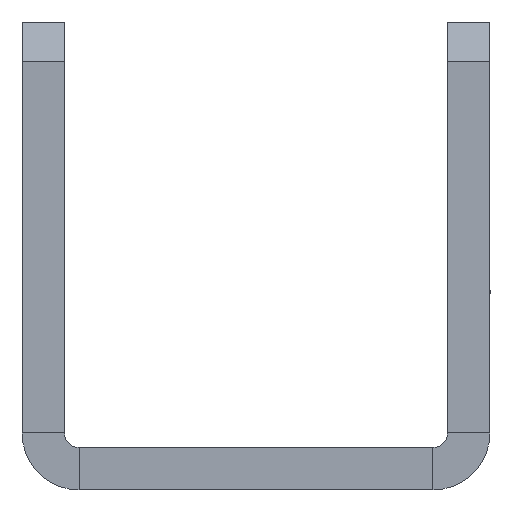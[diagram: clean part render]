
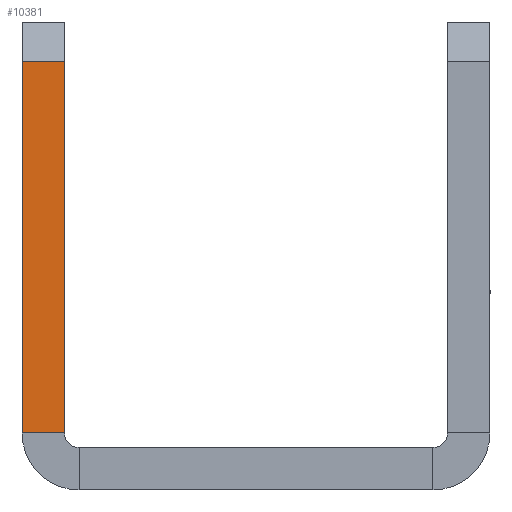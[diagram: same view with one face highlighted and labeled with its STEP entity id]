
A CAD part, left-side view. The second image highlights one B-rep face of the part: STEP entity #10381.
In plain terms, the highlighted planar face has unit normal (-1, 0, 0).
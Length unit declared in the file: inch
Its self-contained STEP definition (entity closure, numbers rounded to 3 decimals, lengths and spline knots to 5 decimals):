
#679 = EDGE_CURVE ( 'NONE', #7766, #3088, #11351, .T. ) ;
#723 = ORIENTED_EDGE ( 'NONE', *, *, #5566, .T. ) ;
#774 = EDGE_CURVE ( 'NONE', #3088, #4049, #12705, .T. ) ;
#1175 = VECTOR ( 'NONE', #5805, 39.37008 ) ;
#1203 = ORIENTED_EDGE ( 'NONE', *, *, #6816, .T. ) ;
#1327 = EDGE_LOOP ( 'NONE', ( #723, #1203, #7543, #9136 ) ) ;
#3088 = VERTEX_POINT ( 'NONE', #11491 ) ;
#3751 = DIRECTION ( 'NONE',  ( 0., 1., 0. ) ) ;
#3821 = CARTESIAN_POINT ( 'NONE',  ( -29.5, 0.5, 0.915 ) ) ;
#4049 = VERTEX_POINT ( 'NONE', #6529 ) ;
#4359 = VECTOR ( 'NONE', #3751, 39.37008 ) ;
#4578 = CARTESIAN_POINT ( 'NONE',  ( -29.5, 0.5, 1. ) ) ;
#5260 = FACE_OUTER_BOUND ( 'NONE', #1327, .T. ) ;
#5533 = CARTESIAN_POINT ( 'NONE',  ( -29.5, 0.41, 0.122 ) ) ;
#5566 = EDGE_CURVE ( 'NONE', #7766, #6832, #7359, .T. ) ;
#5655 = VECTOR ( 'NONE', #9182, 39.37008 ) ;
#5805 = DIRECTION ( 'NONE',  ( 0., 0., 1. ) ) ;
#6529 = CARTESIAN_POINT ( 'NONE',  ( -29.5, 0.5, 0.915 ) ) ;
#6816 = EDGE_CURVE ( 'NONE', #6832, #4049, #11316, .T. ) ;
#6832 = VERTEX_POINT ( 'NONE', #13463 ) ;
#7359 = LINE ( 'NONE', #7438, #9190 ) ;
#7438 = CARTESIAN_POINT ( 'NONE',  ( -29.5, 0.41, 1. ) ) ;
#7543 = ORIENTED_EDGE ( 'NONE', *, *, #774, .F. ) ;
#7766 = VERTEX_POINT ( 'NONE', #11266 ) ;
#8921 = DIRECTION ( 'NONE',  ( 1., 0., 0. ) ) ;
#8931 = CARTESIAN_POINT ( 'NONE',  ( -29.5, 0.5, 0. ) ) ;
#9136 = ORIENTED_EDGE ( 'NONE', *, *, #679, .F. ) ;
#9182 = DIRECTION ( 'NONE',  ( 0., 1., 0. ) ) ;
#9190 = VECTOR ( 'NONE', #13812, 39.37008 ) ;
#10111 = AXIS2_PLACEMENT_3D ( 'NONE', #4578, #8921, #12087 ) ;
#10381 = ADVANCED_FACE ( 'NONE', ( #5260 ), #11942, .F. ) ;
#11266 = CARTESIAN_POINT ( 'NONE',  ( -29.5, 0.41, 0.122 ) ) ;
#11316 = LINE ( 'NONE', #3821, #5655 ) ;
#11351 = LINE ( 'NONE', #5533, #4359 ) ;
#11491 = CARTESIAN_POINT ( 'NONE',  ( -29.5, 0.5, 0.122 ) ) ;
#11942 = PLANE ( 'NONE',  #10111 ) ;
#12087 = DIRECTION ( 'NONE',  ( 0., 0., -1. ) ) ;
#12705 = LINE ( 'NONE', #8931, #1175 ) ;
#13463 = CARTESIAN_POINT ( 'NONE',  ( -29.5, 0.41, 0.915 ) ) ;
#13812 = DIRECTION ( 'NONE',  ( 0., 0., 1. ) ) ;
